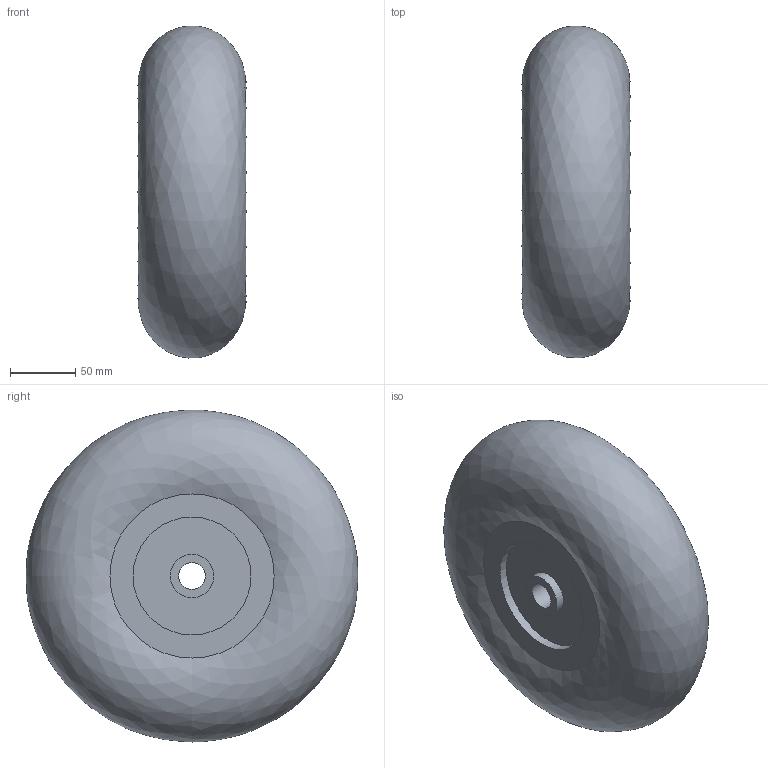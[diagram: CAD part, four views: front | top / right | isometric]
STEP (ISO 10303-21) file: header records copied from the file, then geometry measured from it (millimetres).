
FILE_DESCRIPTION(('FreeCAD Model'),'2;1');
FILE_NAME('Wheel.step', '2017-05-04T12:16:06',(''),(''),'Open CASCADE STEP processor 7.1', 'FreeCAD','Unknown');
FILE_SCHEMA(('AUTOMOTIVE_DESIGN_CC2 { 1 2 10303 214 -1 1 5 4 }'));
Length unit declared in the file: millimetre
Products named in the file (1): Wheel_01
Bounding box: 82.93 x 254.79 x 254.83 mm (x, y, z)
Volume: 3314036.1 mm3; surface area: 169557.3 mm2
Topology: 1 solids, 1 shells, 99 faces, 218 edges, 124 vertices
Faces by surface type: plane 61, cylinder 37, revolution 1
Full cylindrical faces by diameter (mm): 20.5 x1, 33.5 x2, 90.5 x2
Entity records: 5576 total; most frequent: CARTESIAN_POINT 975, DIRECTION 924, LINE 509, VECTOR 509, ORIENTED_EDGE 436, PCURVE 436, DEFINITIONAL_REPRESENTATION 436, EDGE_CURVE 218
